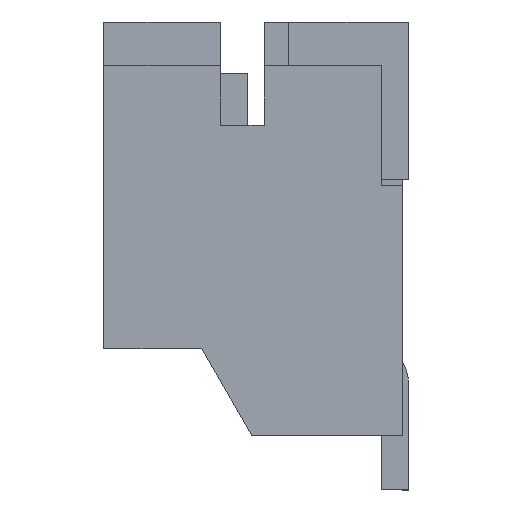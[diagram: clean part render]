
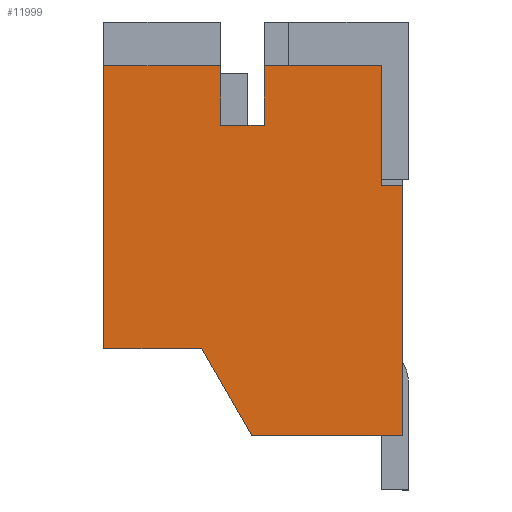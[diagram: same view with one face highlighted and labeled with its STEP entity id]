
A CAD part, left-side view. The second image highlights one B-rep face of the part: STEP entity #11999.
In plain terms, the highlighted planar face has unit normal (-1, 0, 0).
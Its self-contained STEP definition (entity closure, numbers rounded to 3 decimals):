
#159 = ORIENTED_EDGE ( 'NONE', *, *, #160, .T. ) ;
#160 = EDGE_CURVE ( 'NONE', #168, #161, #2791, .T. ) ;
#161 = VERTEX_POINT ( 'NONE', #2787 ) ;
#162 = ORIENTED_EDGE ( 'NONE', *, *, #163, .T. ) ;
#163 = EDGE_CURVE ( 'NONE', #161, #11976, #2786, .T. ) ;
#164 = EDGE_CURVE ( 'NONE', #165, #167, #2782, .T. ) ;
#165 = VERTEX_POINT ( 'NONE', #2778 ) ;
#166 = ORIENTED_EDGE ( 'NONE', *, *, #164, .T. ) ;
#167 = VERTEX_POINT ( 'NONE', #2777 ) ;
#168 = VERTEX_POINT ( 'NONE', #2776 ) ;
#169 = ORIENTED_EDGE ( 'NONE', *, *, #170, .T. ) ;
#170 = EDGE_CURVE ( 'NONE', #167, #168, #2775, .T. ) ;
#171 = ORIENTED_EDGE ( 'NONE', *, *, #172, .F. ) ;
#172 = EDGE_CURVE ( 'NONE', #165, #175, #2771, .T. ) ;
#173 = ORIENTED_EDGE ( 'NONE', *, *, #174, .T. ) ;
#174 = EDGE_CURVE ( 'NONE', #177, #175, #2766, .T. ) ;
#175 = VERTEX_POINT ( 'NONE', #2762 ) ;
#177 = VERTEX_POINT ( 'NONE', #2825 ) ;
#2762 = CARTESIAN_POINT ( 'NONE',  ( 16.95, 5.5, 16.2 ) ) ;
#2763 = DIRECTION ( 'NONE',  ( 0., 1., 0. ) ) ;
#2764 = VECTOR ( 'NONE', #2763, 1000. ) ;
#2765 = CARTESIAN_POINT ( 'NONE',  ( 16.95, 0., 16.2 ) ) ;
#2766 = LINE ( 'NONE', #2765, #2764 ) ;
#2768 = DIRECTION ( 'NONE',  ( 0., 0., 1. ) ) ;
#2769 = VECTOR ( 'NONE', #2768, 1000. ) ;
#2770 = CARTESIAN_POINT ( 'NONE',  ( 16.95, 5.5, 17. ) ) ;
#2771 = LINE ( 'NONE', #2770, #2769 ) ;
#2772 = DIRECTION ( 'NONE',  ( 0., -0.5, -0.866 ) ) ;
#2773 = VECTOR ( 'NONE', #2772, 1000. ) ;
#2774 = CARTESIAN_POINT ( 'NONE',  ( 16.95, 2.776, 9.4 ) ) ;
#2775 = LINE ( 'NONE', #2774, #2773 ) ;
#2776 = CARTESIAN_POINT ( 'NONE',  ( 16.95, 2.776, 9.4 ) ) ;
#2777 = CARTESIAN_POINT ( 'NONE',  ( 16.95, 3.7, 11. ) ) ;
#2778 = CARTESIAN_POINT ( 'NONE',  ( 16.95, 5.5, 11. ) ) ;
#2779 = DIRECTION ( 'NONE',  ( 0., -1., 0. ) ) ;
#2780 = VECTOR ( 'NONE', #2779, 1000. ) ;
#2781 = CARTESIAN_POINT ( 'NONE',  ( 16.95, 3.7, 11. ) ) ;
#2782 = LINE ( 'NONE', #2781, #2780 ) ;
#2783 = DIRECTION ( 'NONE',  ( 0., 0., 1. ) ) ;
#2784 = VECTOR ( 'NONE', #2783, 1000. ) ;
#2785 = CARTESIAN_POINT ( 'NONE',  ( 16.95, 0., 17. ) ) ;
#2786 = LINE ( 'NONE', #2785, #2784 ) ;
#2787 = CARTESIAN_POINT ( 'NONE',  ( 16.95, 0., 9.4 ) ) ;
#2788 = DIRECTION ( 'NONE',  ( 0., -1., 0. ) ) ;
#2789 = VECTOR ( 'NONE', #2788, 1000. ) ;
#2790 = CARTESIAN_POINT ( 'NONE',  ( 16.95, 5.5, 9.4 ) ) ;
#2791 = LINE ( 'NONE', #2790, #2789 ) ;
#2825 = CARTESIAN_POINT ( 'NONE',  ( 16.95, 3.35, 16.2 ) ) ;
#10632 = CARTESIAN_POINT ( 'NONE',  ( 16.95, 0., 14. ) ) ;
#10693 = FACE_OUTER_BOUND ( 'NONE', #11977, .T. ) ;
#10734 = DIRECTION ( 'NONE',  ( 0., 1., 0. ) ) ;
#10735 = DIRECTION ( 'NONE',  ( 1., 0., 0. ) ) ;
#10736 = CARTESIAN_POINT ( 'NONE',  ( 16.95, 5.5, 17. ) ) ;
#10737 = AXIS2_PLACEMENT_3D ( 'NONE', #10736, #10735, #10734 ) ;
#10738 = PLANE ( 'NONE',  #10737 ) ;
#10788 = CARTESIAN_POINT ( 'NONE',  ( 16.95, 2.55, 16.2 ) ) ;
#10826 = CARTESIAN_POINT ( 'NONE',  ( 16.95, 0.4, 16.2 ) ) ;
#10885 = DIRECTION ( 'NONE',  ( 0., 1., 0. ) ) ;
#10886 = VECTOR ( 'NONE', #10885, 1000. ) ;
#10887 = CARTESIAN_POINT ( 'NONE',  ( 16.95, 0., 16.2 ) ) ;
#10888 = LINE ( 'NONE', #10887, #10886 ) ;
#11190 = DIRECTION ( 'NONE',  ( 0., 0., 1. ) ) ;
#11192 = VECTOR ( 'NONE', #11190, 1000. ) ;
#11193 = CARTESIAN_POINT ( 'NONE',  ( 16.95, 3.35, 17. ) ) ;
#11194 = LINE ( 'NONE', #11193, #11192 ) ;
#11195 = CARTESIAN_POINT ( 'NONE',  ( 16.95, 2.55, 15.1 ) ) ;
#11198 = DIRECTION ( 'NONE',  ( 0., 0., -1. ) ) ;
#11199 = VECTOR ( 'NONE', #11198, 1000. ) ;
#11200 = CARTESIAN_POINT ( 'NONE',  ( 16.95, 2.55, 17. ) ) ;
#11201 = LINE ( 'NONE', #11200, #11199 ) ;
#11207 = DIRECTION ( 'NONE',  ( 0., 1., 0. ) ) ;
#11208 = VECTOR ( 'NONE', #11207, 1000. ) ;
#11209 = CARTESIAN_POINT ( 'NONE',  ( 16.95, 2.55, 15.1 ) ) ;
#11210 = LINE ( 'NONE', #11209, #11208 ) ;
#11216 = CARTESIAN_POINT ( 'NONE',  ( 16.95, 3.35, 15.1 ) ) ;
#11236 = CARTESIAN_POINT ( 'NONE',  ( 16.95, 0.4, 14. ) ) ;
#11255 = DIRECTION ( 'NONE',  ( 0., 0., 1. ) ) ;
#11256 = VECTOR ( 'NONE', #11255, 1000. ) ;
#11257 = CARTESIAN_POINT ( 'NONE',  ( 16.95, 0.4, 17. ) ) ;
#11258 = LINE ( 'NONE', #11257, #11256 ) ;
#11330 = DIRECTION ( 'NONE',  ( 0., 1., 0. ) ) ;
#11331 = VECTOR ( 'NONE', #11330, 1000. ) ;
#11332 = CARTESIAN_POINT ( 'NONE',  ( 16.95, 0., 14. ) ) ;
#11333 = LINE ( 'NONE', #11332, #11331 ) ;
#11976 = VERTEX_POINT ( 'NONE', #10632 ) ;
#11977 = EDGE_LOOP ( 'NONE', ( #12269, #12231, #12224, #12214, #12216, #12202, #173, #171, #166, #169, #159, #162 ) ) ;
#11999 = ADVANCED_FACE ( 'NONE', ( #10693 ), #10738, .F. ) ;
#12015 = VERTEX_POINT ( 'NONE', #10788 ) ;
#12044 = VERTEX_POINT ( 'NONE', #10826 ) ;
#12045 = EDGE_CURVE ( 'NONE', #12044, #12015, #10888, .T. ) ;
#12188 = EDGE_CURVE ( 'NONE', #12204, #177, #11194, .T. ) ;
#12202 = ORIENTED_EDGE ( 'NONE', *, *, #12188, .T. ) ;
#12204 = VERTEX_POINT ( 'NONE', #11216 ) ;
#12210 = EDGE_CURVE ( 'NONE', #12215, #12204, #11210, .T. ) ;
#12213 = EDGE_CURVE ( 'NONE', #12015, #12215, #11201, .T. ) ;
#12214 = ORIENTED_EDGE ( 'NONE', *, *, #12213, .T. ) ;
#12215 = VERTEX_POINT ( 'NONE', #11195 ) ;
#12216 = ORIENTED_EDGE ( 'NONE', *, *, #12210, .T. ) ;
#12223 = EDGE_CURVE ( 'NONE', #12237, #12044, #11258, .T. ) ;
#12224 = ORIENTED_EDGE ( 'NONE', *, *, #12045, .T. ) ;
#12231 = ORIENTED_EDGE ( 'NONE', *, *, #12223, .T. ) ;
#12237 = VERTEX_POINT ( 'NONE', #11236 ) ;
#12269 = ORIENTED_EDGE ( 'NONE', *, *, #12270, .T. ) ;
#12270 = EDGE_CURVE ( 'NONE', #11976, #12237, #11333, .T. ) ;
